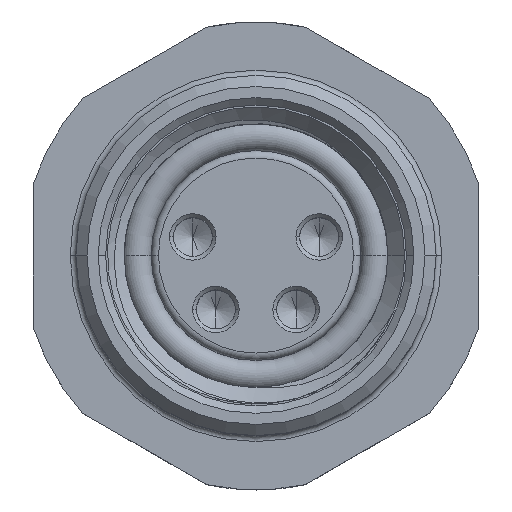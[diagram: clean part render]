
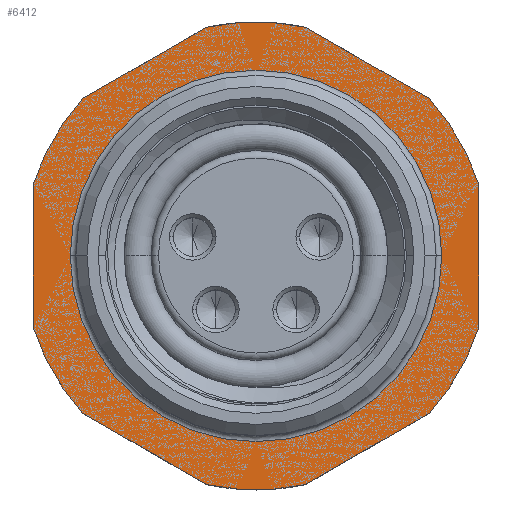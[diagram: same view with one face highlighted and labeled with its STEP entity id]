
A CAD part, top view. The second image highlights one B-rep face of the part: STEP entity #6412.
In plain terms, the highlighted planar face has unit normal (0, 0, 1).
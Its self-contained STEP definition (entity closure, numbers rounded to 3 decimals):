
#4147=CARTESIAN_POINT('',(0.,0.,-0.3));
#4148=DIRECTION('',(0.,0.,1.));
#4149=DIRECTION('',(0.212,0.977,0.));
#4150=AXIS2_PLACEMENT_3D('',#4147,#4148,#4149);
#4152=DIRECTION('',(-0.866,0.5,0.));
#4153=VECTOR('',#4152,3.842);
#4154=CARTESIAN_POINT('',(4.664,4.236,-0.3));
#4155=LINE('',#4154,#4153);
#4156=CARTESIAN_POINT('',(0.,0.,-0.3));
#4157=DIRECTION('',(0.,0.,1.));
#4158=DIRECTION('',(0.952,0.305,0.));
#4159=AXIS2_PLACEMENT_3D('',#4156,#4157,#4158);
#4161=DIRECTION('',(0.,1.,0.));
#4162=VECTOR('',#4161,3.842);
#4163=CARTESIAN_POINT('',(6.,-1.921,-0.3));
#4164=LINE('',#4163,#4162);
#4165=CARTESIAN_POINT('',(0.,0.,-0.3));
#4166=DIRECTION('',(0.,0.,1.));
#4167=DIRECTION('',(0.74,-0.672,0.));
#4168=AXIS2_PLACEMENT_3D('',#4165,#4166,#4167);
#4170=DIRECTION('',(0.866,0.5,0.));
#4171=VECTOR('',#4170,3.842);
#4172=CARTESIAN_POINT('',(1.336,-6.157,-0.3));
#4173=LINE('',#4172,#4171);
#4174=CARTESIAN_POINT('',(0.,0.,-0.3));
#4175=DIRECTION('',(0.,0.,1.));
#4176=DIRECTION('',(-0.212,-0.977,0.));
#4177=AXIS2_PLACEMENT_3D('',#4174,#4175,#4176);
#4179=DIRECTION('',(0.866,-0.5,0.));
#4180=VECTOR('',#4179,3.842);
#4181=CARTESIAN_POINT('',(-4.664,-4.236,-0.3));
#4182=LINE('',#4181,#4180);
#4183=CARTESIAN_POINT('',(0.,0.,-0.3));
#4184=DIRECTION('',(0.,0.,1.));
#4185=DIRECTION('',(-0.952,-0.305,0.));
#4186=AXIS2_PLACEMENT_3D('',#4183,#4184,#4185);
#4188=DIRECTION('',(0.,-1.,0.));
#4189=VECTOR('',#4188,3.842);
#4190=CARTESIAN_POINT('',(-6.,1.921,-0.3));
#4191=LINE('',#4190,#4189);
#4192=CARTESIAN_POINT('',(0.,0.,-0.3));
#4193=DIRECTION('',(0.,0.,1.));
#4194=DIRECTION('',(-0.74,0.672,0.));
#4195=AXIS2_PLACEMENT_3D('',#4192,#4193,#4194);
#4197=DIRECTION('',(-0.866,-0.5,0.));
#4198=VECTOR('',#4197,3.842);
#4199=CARTESIAN_POINT('',(-1.336,6.157,-0.3));
#4200=LINE('',#4199,#4198);
#4201=CARTESIAN_POINT('',(0.,0.,-0.3));
#4202=DIRECTION('',(0.,0.,1.));
#4203=DIRECTION('',(-1.,0.,0.));
#4204=AXIS2_PLACEMENT_3D('',#4201,#4202,#4203);
#4206=CARTESIAN_POINT('',(0.,0.,-0.3));
#4207=DIRECTION('',(0.,0.,1.));
#4208=DIRECTION('',(1.,0.,0.));
#4209=AXIS2_PLACEMENT_3D('',#4206,#4207,#4208);
#5823=CARTESIAN_POINT('',(1.336,6.157,-0.3));
#5824=CARTESIAN_POINT('',(-1.336,6.157,-0.3));
#5825=VERTEX_POINT('',#5823);
#5826=VERTEX_POINT('',#5824);
#5827=CARTESIAN_POINT('',(-4.664,4.236,-0.3));
#5828=VERTEX_POINT('',#5827);
#5829=CARTESIAN_POINT('',(-6.,1.921,-0.3));
#5830=VERTEX_POINT('',#5829);
#5831=CARTESIAN_POINT('',(-6.,-1.921,-0.3));
#5832=VERTEX_POINT('',#5831);
#5833=CARTESIAN_POINT('',(-4.664,-4.236,-0.3));
#5834=VERTEX_POINT('',#5833);
#5835=CARTESIAN_POINT('',(-1.336,-6.157,-0.3));
#5836=VERTEX_POINT('',#5835);
#5837=CARTESIAN_POINT('',(1.336,-6.157,-0.3));
#5838=VERTEX_POINT('',#5837);
#5839=CARTESIAN_POINT('',(4.664,-4.236,-0.3));
#5840=VERTEX_POINT('',#5839);
#5841=CARTESIAN_POINT('',(6.,-1.921,-0.3));
#5842=VERTEX_POINT('',#5841);
#5843=CARTESIAN_POINT('',(6.,1.921,-0.3));
#5844=VERTEX_POINT('',#5843);
#5845=CARTESIAN_POINT('',(4.664,4.236,-0.3));
#5846=VERTEX_POINT('',#5845);
#5893=CARTESIAN_POINT('',(5.,0.,-0.3));
#5894=CARTESIAN_POINT('',(-5.,0.,-0.3));
#5895=VERTEX_POINT('',#5893);
#5896=VERTEX_POINT('',#5894);
#6375=CARTESIAN_POINT('',(0.,0.,-0.3));
#6376=DIRECTION('',(0.,0.,1.));
#6377=DIRECTION('',(1.,0.,0.));
#6378=AXIS2_PLACEMENT_3D('',#6375,#6376,#6377);
#6379=PLANE('',#6378);
#6381=ORIENTED_EDGE('',*,*,#6380,.F.);
#6383=ORIENTED_EDGE('',*,*,#6382,.F.);
#6385=ORIENTED_EDGE('',*,*,#6384,.F.);
#6387=ORIENTED_EDGE('',*,*,#6386,.F.);
#6389=ORIENTED_EDGE('',*,*,#6388,.F.);
#6391=ORIENTED_EDGE('',*,*,#6390,.F.);
#6393=ORIENTED_EDGE('',*,*,#6392,.F.);
#6395=ORIENTED_EDGE('',*,*,#6394,.F.);
#6397=ORIENTED_EDGE('',*,*,#6396,.F.);
#6399=ORIENTED_EDGE('',*,*,#6398,.F.);
#6401=ORIENTED_EDGE('',*,*,#6400,.F.);
#6403=ORIENTED_EDGE('',*,*,#6402,.F.);
#6404=EDGE_LOOP('',(#6381,#6383,#6385,#6387,#6389,#6391,#6393,#6395,#6397,#6399,
#6401,#6403));
#6405=FACE_OUTER_BOUND('',#6404,.F.);
#6407=ORIENTED_EDGE('',*,*,#6406,.T.);
#6409=ORIENTED_EDGE('',*,*,#6408,.T.);
#6410=EDGE_LOOP('',(#6407,#6409));
#6411=FACE_BOUND('',#6410,.F.);
#4151=CIRCLE('',#4150,6.3);
#4160=CIRCLE('',#4159,6.3);
#4169=CIRCLE('',#4168,6.3);
#4178=CIRCLE('',#4177,6.3);
#4187=CIRCLE('',#4186,6.3);
#4196=CIRCLE('',#4195,6.3);
#4205=CIRCLE('',#4204,5.);
#4210=CIRCLE('',#4209,5.);
#6380=EDGE_CURVE('',#5825,#5826,#4151,.T.);
#6382=EDGE_CURVE('',#5846,#5825,#4155,.T.);
#6384=EDGE_CURVE('',#5844,#5846,#4160,.T.);
#6386=EDGE_CURVE('',#5842,#5844,#4164,.T.);
#6388=EDGE_CURVE('',#5840,#5842,#4169,.T.);
#6390=EDGE_CURVE('',#5838,#5840,#4173,.T.);
#6392=EDGE_CURVE('',#5836,#5838,#4178,.T.);
#6394=EDGE_CURVE('',#5834,#5836,#4182,.T.);
#6396=EDGE_CURVE('',#5832,#5834,#4187,.T.);
#6398=EDGE_CURVE('',#5830,#5832,#4191,.T.);
#6400=EDGE_CURVE('',#5828,#5830,#4196,.T.);
#6402=EDGE_CURVE('',#5826,#5828,#4200,.T.);
#6406=EDGE_CURVE('',#5896,#5895,#4205,.T.);
#6408=EDGE_CURVE('',#5895,#5896,#4210,.T.);
#6412=ADVANCED_FACE('',(#6405,#6411),#6379,.T.);
